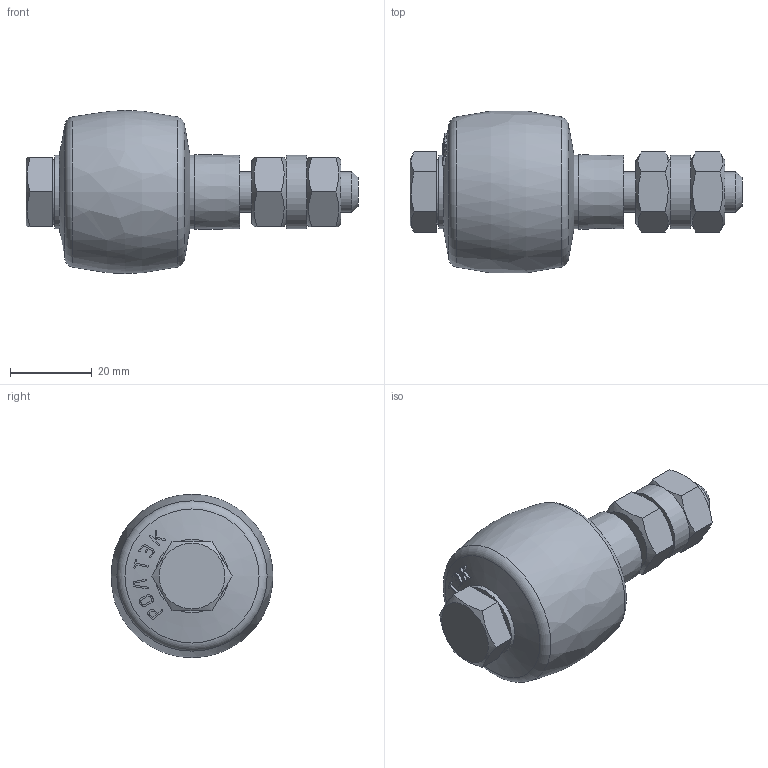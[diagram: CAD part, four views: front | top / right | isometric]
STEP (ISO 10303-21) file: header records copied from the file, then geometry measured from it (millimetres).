
FILE_DESCRIPTION(('STEP AP203'), '1');
FILE_NAME('ÐË041.06.00.000 Ðîëèê ðåçèíîâûé (ÎÁ)', '2015-09-25T04:35:52', ('Windows User'), ('ÐÎËÒÝÊ'), 'ASCON STEP Converter 1.3', 'ASCON Math Kernel', '');
FILE_SCHEMA(('CONFIG_CONTROL_DESIGN'));
Length unit declared in the file: millimetre
Products named in the file (1): 倓040.06.00.0001
Bounding box: 81.4 x 39.64 x 40 mm (x, y, z)
Volume: 46441.6 mm3; surface area: 12482.1 mm2
Topology: 1 solids, 2 shells, 303 faces, 841 edges, 557 vertices
Faces by surface type: cylinder 152, plane 126, cone 21, torus 3, bspline 1
Full cylindrical faces by diameter (mm): 10 x2, 16 x1, 18 x3
Entity records: 12510 total; most frequent: CARTESIAN_POINT 5796, ORIENTED_EDGE 1636, DIRECTION 943, EDGE_CURVE 818, VERTEX_POINT 557, B_SPLINE_CURVE_WITH_KNOTS 516, EDGE_LOOP 343, AXIS2_PLACEMENT_3D 338
